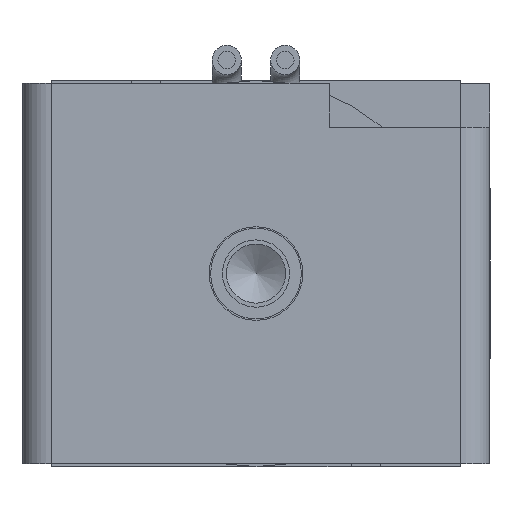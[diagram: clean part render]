
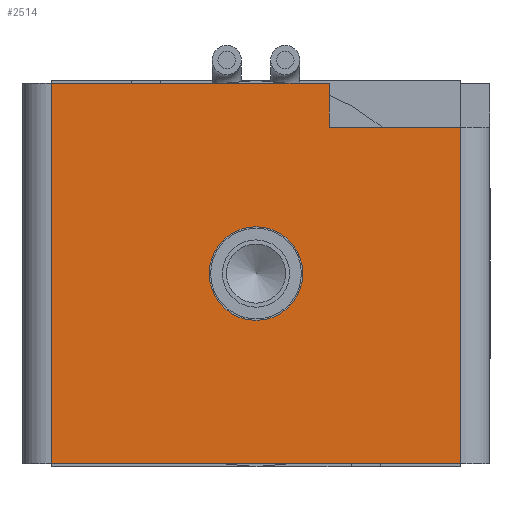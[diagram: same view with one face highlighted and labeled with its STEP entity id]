
A CAD part, left-side view. The second image highlights one B-rep face of the part: STEP entity #2514.
In plain terms, the highlighted planar face has unit normal (-1, 0, 0).
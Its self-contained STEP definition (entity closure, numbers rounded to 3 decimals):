
#81=LINE('',#3988,#265);
#84=LINE('',#4001,#268);
#89=LINE('',#4011,#273);
#94=LINE('',#4021,#278);
#120=LINE('',#4091,#304);
#125=LINE('',#4100,#309);
#265=VECTOR('',#3199,1000.);
#268=VECTOR('',#3210,1000.);
#273=VECTOR('',#3219,1000.);
#278=VECTOR('',#3226,1000.);
#304=VECTOR('',#3290,1000.);
#309=VECTOR('',#3297,1000.);
#778=ORIENTED_EDGE('',*,*,#1317,.T.);
#779=ORIENTED_EDGE('',*,*,#1296,.T.);
#780=ORIENTED_EDGE('',*,*,#1247,.T.);
#781=ORIENTED_EDGE('',*,*,#1252,.T.);
#782=ORIENTED_EDGE('',*,*,#1257,.T.);
#783=ORIENTED_EDGE('',*,*,#1291,.F.);
#784=ORIENTED_EDGE('',*,*,#1241,.T.);
#1241=EDGE_CURVE('',#1549,#1547,#81,.T.);
#1247=EDGE_CURVE('',#1552,#1554,#84,.T.);
#1252=EDGE_CURVE('',#1554,#1558,#89,.T.);
#1257=EDGE_CURVE('',#1558,#1561,#94,.T.);
#1291=EDGE_CURVE('',#1549,#1561,#120,.T.);
#1296=EDGE_CURVE('',#1547,#1552,#125,.T.);
#1317=EDGE_CURVE('',#1600,#1600,#1790,.T.);
#1547=VERTEX_POINT('',#3986);
#1549=VERTEX_POINT('',#3989);
#1552=VERTEX_POINT('',#3996);
#1554=VERTEX_POINT('',#4000);
#1558=VERTEX_POINT('',#4012);
#1561=VERTEX_POINT('',#4020);
#1600=VERTEX_POINT('',#4139);
#1790=CIRCLE('',#2825,1.6);
#1938=EDGE_LOOP('',(#778));
#1939=EDGE_LOOP('',(#779,#780,#781,#782,#783,#784));
#2186=FACE_BOUND('',#1938,.T.);
#2187=FACE_BOUND('',#1939,.T.);
#2403=PLANE('',#2824);
#2514=ADVANCED_FACE('',(#2186,#2187),#2403,.T.);
#2824=AXIS2_PLACEMENT_3D('',#4137,#3333,#3334);
#2825=AXIS2_PLACEMENT_3D('',#4138,#3335,#3336);
#3199=DIRECTION('',(0.,0.,-1.));
#3210=DIRECTION('',(0.,0.,1.));
#3219=DIRECTION('',(0.,1.,0.));
#3226=DIRECTION('',(0.,0.,1.));
#3290=DIRECTION('',(0.,-1.,0.));
#3297=DIRECTION('',(0.,-1.,0.));
#3333=DIRECTION('',(-1.,0.,0.));
#3334=DIRECTION('',(0.,0.,1.));
#3335=DIRECTION('',(1.,0.,0.));
#3336=DIRECTION('',(0.,0.,-1.));
#3986=CARTESIAN_POINT('',(0.,15.,-13.));
#3988=CARTESIAN_POINT('',(0.,15.,-13.));
#3989=CARTESIAN_POINT('',(0.,15.,0.));
#3996=CARTESIAN_POINT('',(0.,1.,-13.));
#4000=CARTESIAN_POINT('',(0.,1.,-1.5));
#4001=CARTESIAN_POINT('',(0.,1.,-13.));
#4011=CARTESIAN_POINT('',(0.,5.5,-1.5));
#4012=CARTESIAN_POINT('',(0.,5.5,-1.5));
#4020=CARTESIAN_POINT('',(0.,5.5,0.));
#4021=CARTESIAN_POINT('',(0.,5.5,0.));
#4091=CARTESIAN_POINT('',(0.,0.,0.));
#4100=CARTESIAN_POINT('',(0.,0.,-13.));
#4137=CARTESIAN_POINT('',(0.,0.,-13.));
#4138=CARTESIAN_POINT('',(0.,8.,-6.5));
#4139=CARTESIAN_POINT('',(0.,8.,-8.1));
